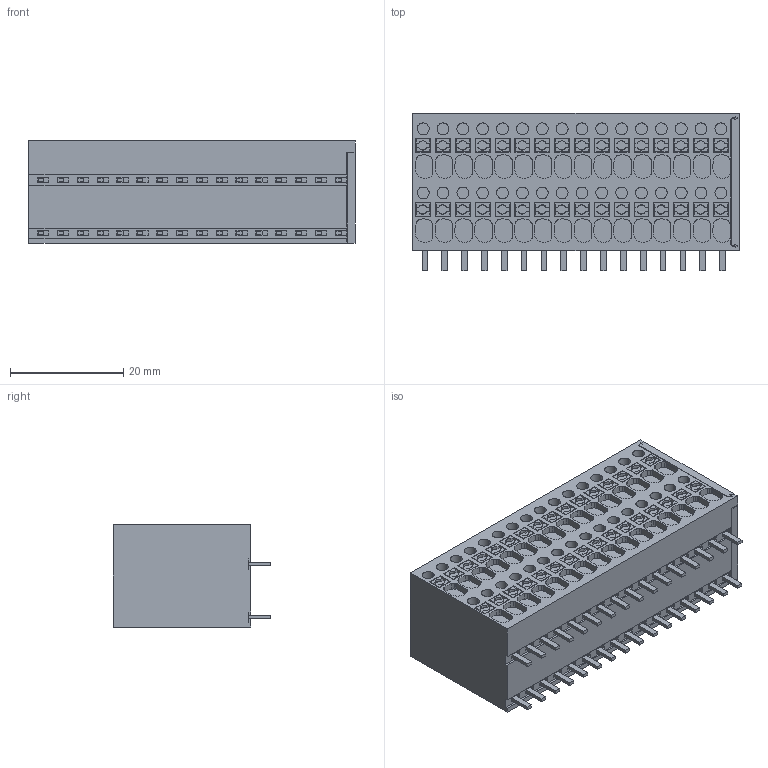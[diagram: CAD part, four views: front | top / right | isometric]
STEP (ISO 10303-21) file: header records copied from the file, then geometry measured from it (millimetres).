
FILE_DESCRIPTION(('CATIA V5R24 STEP','CAx-IF Rec.Pracs.--- Model Styling and Organization---1.2---2011-12-15'),'2;1');
FILE_NAME ('D1461296_0_2001080000_2001080000.stp','2017-04-11T08:50:59+00:00',('none'),('Weidmueller'),'CATIA Version 5-6 Release 2014 SP4 HF52','CATIA V5 STEP AP214','none');
FILE_SCHEMA(('AUTOMOTIVE_DESIGN { 1 0 10303 214 1 1 1 1 }'));
Length unit declared in the file: millimetre
Products named in the file (1): 2001080000_S
Bounding box: 57.5 x 27.7 x 18 mm (x, y, z)
Volume: 24234.9 mm3; surface area: 9264.8 mm2
Topology: 65 solids, 65 shells, 1528 faces, 3852 edges, 2574 vertices
Faces by surface type: plane 1144, cylinder 256, cone 128
Entity records: 46003 total; most frequent: CARTESIAN_POINT 10780, ORIENTED_EDGE 7704, DIRECTION 5675, EDGE_CURVE 3852, VECTOR 2956, LINE 2956, VERTEX_POINT 2574, EDGE_LOOP 1652
